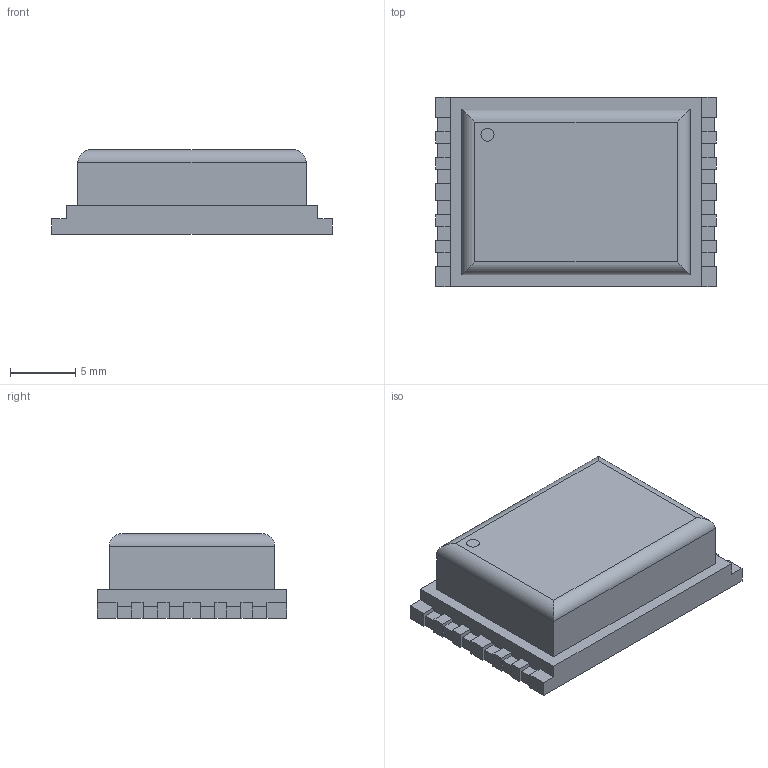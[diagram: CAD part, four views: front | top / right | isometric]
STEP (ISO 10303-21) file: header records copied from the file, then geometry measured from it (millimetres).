
FILE_DESCRIPTION(('STEP AP214'), '1');
FILE_NAME('Òðàíñôîðìàòîð_ethernet_òðñ-ëñ5', '2019-01-28T08:21:55', ('motor'), (''), 'ASCON STEP Converter 1.3', 'ASCON Math Kernel', '');
FILE_SCHEMA(('AUTOMOTIVE_DESIGN { 1 0 10303 214 3 1 1}'));
Length unit declared in the file: millimetre
Bounding box: 21.5 x 14.5 x 6.5 mm (x, y, z)
Volume: 1590.9 mm3; surface area: 1017.9 mm2
Topology: 1 solids, 1 shells, 93 faces, 263 edges, 174 vertices
Faces by surface type: plane 88, cylinder 5
Full cylindrical faces by diameter (mm): 1 x1
Entity records: 3730 total; most frequent: CARTESIAN_POINT 542, ORIENTED_EDGE 524, DIRECTION 448, EDGE_CURVE 262, LINE 256, VECTOR 256, VERTEX_POINT 174, AXIS2_PLACEMENT_3D 96
